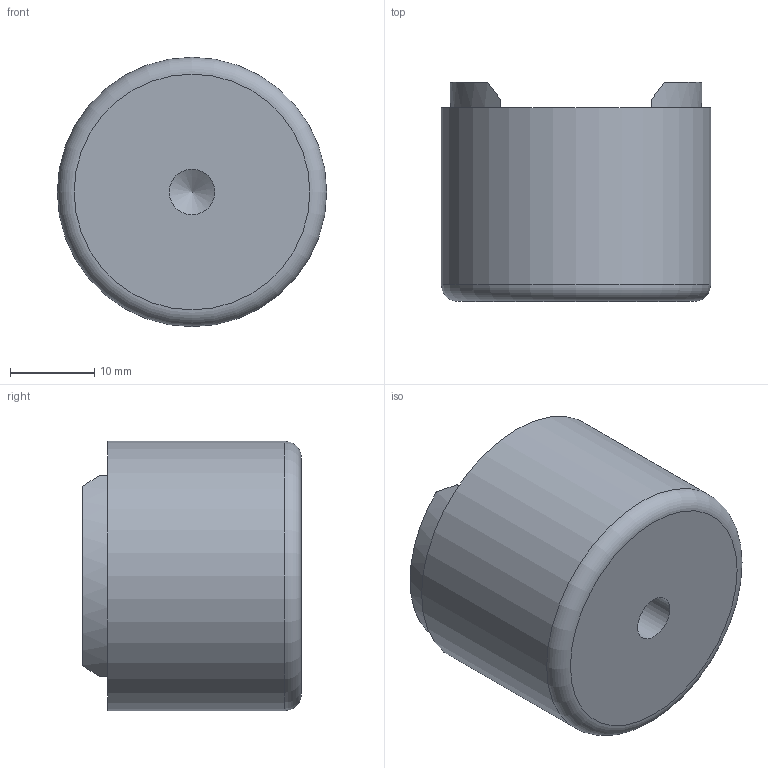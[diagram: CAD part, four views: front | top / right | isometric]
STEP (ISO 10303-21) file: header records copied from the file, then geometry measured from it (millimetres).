
FILE_DESCRIPTION (( 'STEP AP203' ), '1' );
FILE_NAME ('6VW3-06.STEP', '2022-02-01T16:20:05', ( '' ), ( '' ), 'SwSTEP 2.0', 'SolidWorks 2020', '' );
FILE_SCHEMA (( 'CONFIG_CONTROL_DESIGN' ));
Length unit declared in the file: millimetre
Products named in the file (1): 6VW3-06
Bounding box: 32 x 26 x 32 mm (x, y, z)
Volume: 18673.1 mm3; surface area: 4275.8 mm2
Topology: 1 solids, 1 shells, 14 faces, 28 edges, 18 vertices
Faces by surface type: plane 8, cylinder 4, torus 1, cone 1
Full cylindrical faces by diameter (mm): 5.41 x1, 32 x1
Entity records: 413 total; most frequent: CARTESIAN_POINT 67, DIRECTION 58, ORIENTED_EDGE 46, AXIS2_PLACEMENT_3D 24, EDGE_CURVE 23, EDGE_LOOP 20, FACE_OUTER_BOUND 17, VERTEX_POINT 17
